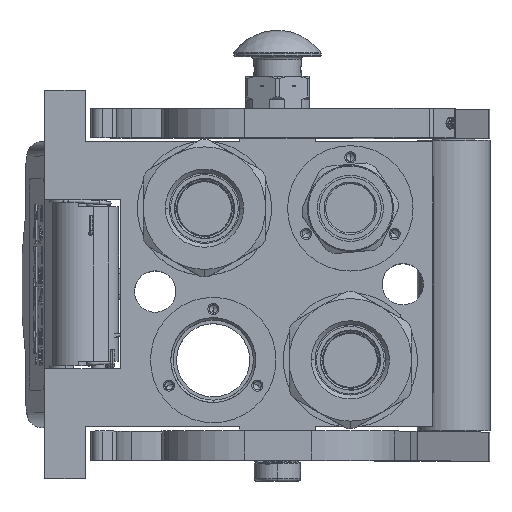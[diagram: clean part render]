
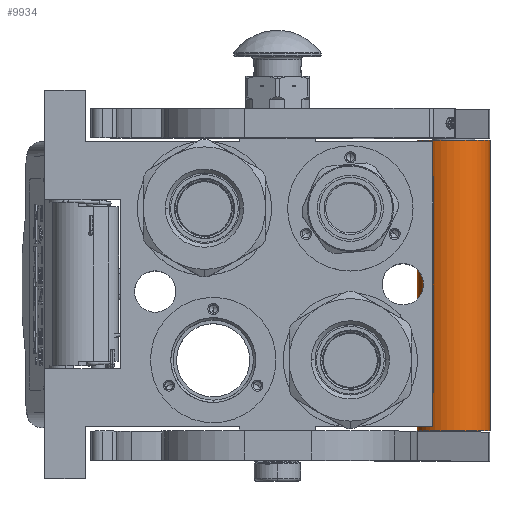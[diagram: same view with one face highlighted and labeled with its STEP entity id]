
A CAD part, top view. The second image highlights one B-rep face of the part: STEP entity #9934.
In plain terms, the highlighted cylindrical face has radius 12.5 mm (diameter 25 mm), a partial arc.
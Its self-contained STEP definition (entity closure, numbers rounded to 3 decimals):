
#9934 = ADVANCED_FACE ( 'NONE', ( #41864 ), #135556, .T. ) ;
#10673 = EDGE_CURVE ( 'NONE', #33311, #134677, #23505, .T. ) ;
#11174 = AXIS2_PLACEMENT_3D ( 'NONE', #32182, #86326, #42984 ) ;
#13011 = VECTOR ( 'NONE', #122905, 1000. ) ;
#13531 = CIRCLE ( 'NONE', #110266, 12.5 ) ;
#15690 = VERTEX_POINT ( 'NONE', #138578 ) ;
#22644 = DIRECTION ( 'NONE',  ( 0., 1., 0. ) ) ;
#23420 = CARTESIAN_POINT ( 'NONE',  ( -94.25, 0., 0. ) ) ;
#23505 = CIRCLE ( 'NONE', #90929, 12.5 ) ;
#25261 = DIRECTION ( 'NONE',  ( -1., 0., 0. ) ) ;
#26319 = ORIENTED_EDGE ( 'NONE', *, *, #103089, .F. ) ;
#26924 = CARTESIAN_POINT ( 'NONE',  ( 5.25, 12.5, 0. ) ) ;
#32182 = CARTESIAN_POINT ( 'NONE',  ( 0., 0., 0. ) ) ;
#33311 = VERTEX_POINT ( 'NONE', #26924 ) ;
#34192 = DIRECTION ( 'NONE',  ( -1., 0., 0. ) ) ;
#37331 = LINE ( 'NONE', #120009, #99011 ) ;
#40292 = ORIENTED_EDGE ( 'NONE', *, *, #10673, .T. ) ;
#40830 = EDGE_CURVE ( 'NONE', #33311, #43063, #37331, .T. ) ;
#41864 = FACE_OUTER_BOUND ( 'NONE', #46533, .T. ) ;
#42984 = DIRECTION ( 'NONE',  ( 0., -1., 0. ) ) ;
#43063 = VERTEX_POINT ( 'NONE', #106948 ) ;
#43728 = CARTESIAN_POINT ( 'NONE',  ( 5.25, 0., 0. ) ) ;
#43829 = ORIENTED_EDGE ( 'NONE', *, *, #40830, .F. ) ;
#46533 = EDGE_LOOP ( 'NONE', ( #40292, #128380, #26319, #43829 ) ) ;
#55719 = DIRECTION ( 'NONE',  ( 0., 1., 0. ) ) ;
#56572 = EDGE_CURVE ( 'NONE', #134677, #15690, #111572, .T. ) ;
#59952 = CARTESIAN_POINT ( 'NONE',  ( 5.25, -12.5, 0. ) ) ;
#86326 = DIRECTION ( 'NONE',  ( -1., 0., 0. ) ) ;
#86604 = DIRECTION ( 'NONE',  ( -1., 0., 0. ) ) ;
#90929 = AXIS2_PLACEMENT_3D ( 'NONE', #43728, #86604, #22644 ) ;
#99011 = VECTOR ( 'NONE', #25261, 1000. ) ;
#103089 = EDGE_CURVE ( 'NONE', #43063, #15690, #13531, .T. ) ;
#106948 = CARTESIAN_POINT ( 'NONE',  ( -94.25, 12.5, 0. ) ) ;
#110266 = AXIS2_PLACEMENT_3D ( 'NONE', #23420, #34192, #55719 ) ;
#111572 = LINE ( 'NONE', #59952, #13011 ) ;
#118253 = CARTESIAN_POINT ( 'NONE',  ( 5.25, -12.5, 0. ) ) ;
#120009 = CARTESIAN_POINT ( 'NONE',  ( 5.25, 12.5, 0. ) ) ;
#122905 = DIRECTION ( 'NONE',  ( -1., 0., 0. ) ) ;
#128380 = ORIENTED_EDGE ( 'NONE', *, *, #56572, .T. ) ;
#134677 = VERTEX_POINT ( 'NONE', #118253 ) ;
#135556 = CYLINDRICAL_SURFACE ( 'NONE', #11174, 12.5 ) ;
#138578 = CARTESIAN_POINT ( 'NONE',  ( -94.25, -12.5, 0. ) ) ;
